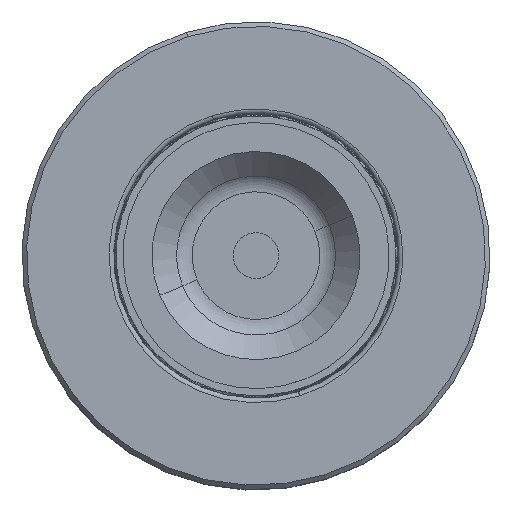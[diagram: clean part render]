
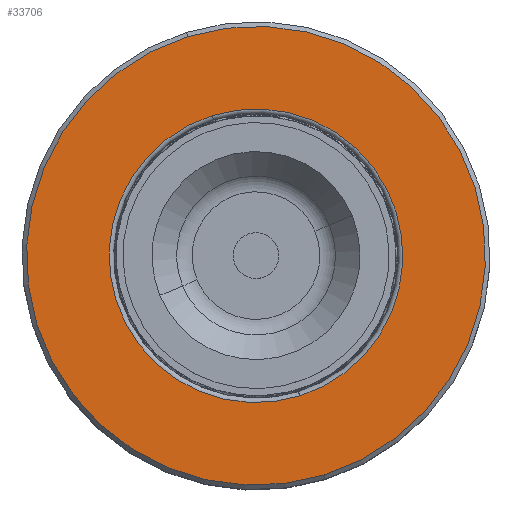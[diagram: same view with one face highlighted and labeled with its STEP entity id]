
A CAD part, top view. The second image highlights one B-rep face of the part: STEP entity #33706.
In plain terms, the highlighted face is planar.
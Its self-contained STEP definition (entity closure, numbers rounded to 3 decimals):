
#156 = EDGE_CURVE ( 'NONE', #18416, #52959, #36461, .T. ) ;
#1213 = DIRECTION ( 'NONE',  ( 0., 0., 1. ) ) ;
#1578 = CARTESIAN_POINT ( 'NONE',  ( 25., 15.687, 0. ) ) ;
#2135 = AXIS2_PLACEMENT_3D ( 'NONE', #11091, #11289, #6673 ) ;
#2791 = CIRCLE ( 'NONE', #13033, 16. ) ;
#4538 = CARTESIAN_POINT ( 'NONE',  ( 0., 15.687, 25. ) ) ;
#6673 = DIRECTION ( 'NONE',  ( 0., 0., -1. ) ) ;
#7186 = VERTEX_POINT ( 'NONE', #18271 ) ;
#7238 = DIRECTION ( 'NONE',  ( 0., -1., 0. ) ) ;
#8221 = EDGE_CURVE ( 'NONE', #7186, #30025, #2791, .T. ) ;
#8250 = CARTESIAN_POINT ( 'NONE',  ( 0., 15.687, 0. ) ) ;
#9973 = AXIS2_PLACEMENT_3D ( 'NONE', #8250, #37743, #12523 ) ;
#11091 = CARTESIAN_POINT ( 'NONE',  ( 0., 15.687, 0. ) ) ;
#11289 = DIRECTION ( 'NONE',  ( 0., -1., 0. ) ) ;
#12523 = DIRECTION ( 'NONE',  ( 0., 0., -1. ) ) ;
#13033 = AXIS2_PLACEMENT_3D ( 'NONE', #40047, #7238, #32517 ) ;
#13601 = AXIS2_PLACEMENT_3D ( 'NONE', #24251, #15768, #15404 ) ;
#14336 = DIRECTION ( 'NONE',  ( 0., 1., 0. ) ) ;
#15404 = DIRECTION ( 'NONE',  ( 0., 0., -1. ) ) ;
#15768 = DIRECTION ( 'NONE',  ( 0., -1., 0. ) ) ;
#18271 = CARTESIAN_POINT ( 'NONE',  ( 0., 15.687, -16. ) ) ;
#18416 = VERTEX_POINT ( 'NONE', #4538 ) ;
#21228 = FACE_BOUND ( 'NONE', #52727, .T. ) ;
#22295 = EDGE_CURVE ( 'NONE', #52959, #18416, #36592, .T. ) ;
#22468 = PLANE ( 'NONE',  #45490 ) ;
#24251 = CARTESIAN_POINT ( 'NONE',  ( 0., 15.687, 0. ) ) ;
#24455 = ORIENTED_EDGE ( 'NONE', *, *, #40236, .T. ) ;
#30025 = VERTEX_POINT ( 'NONE', #31917 ) ;
#31917 = CARTESIAN_POINT ( 'NONE',  ( 0., 15.687, 16. ) ) ;
#32282 = ORIENTED_EDGE ( 'NONE', *, *, #22295, .F. ) ;
#32404 = ORIENTED_EDGE ( 'NONE', *, *, #8221, .T. ) ;
#32517 = DIRECTION ( 'NONE',  ( 0., 0., -1. ) ) ;
#33706 = ADVANCED_FACE ( 'NONE', ( #21228, #43555 ), #22468, .T. ) ;
#34165 = CIRCLE ( 'NONE', #2135, 16. ) ;
#35972 = ORIENTED_EDGE ( 'NONE', *, *, #156, .F. ) ;
#36461 = CIRCLE ( 'NONE', #13601, 25. ) ;
#36592 = CIRCLE ( 'NONE', #9973, 25. ) ;
#37743 = DIRECTION ( 'NONE',  ( 0., -1., 0. ) ) ;
#40047 = CARTESIAN_POINT ( 'NONE',  ( 0., 15.687, 0. ) ) ;
#40236 = EDGE_CURVE ( 'NONE', #30025, #7186, #34165, .T. ) ;
#43555 = FACE_OUTER_BOUND ( 'NONE', #45891, .T. ) ;
#45490 = AXIS2_PLACEMENT_3D ( 'NONE', #1578, #14336, #1213 ) ;
#45891 = EDGE_LOOP ( 'NONE', ( #32282, #35972 ) ) ;
#47877 = CARTESIAN_POINT ( 'NONE',  ( 0., 15.687, -25. ) ) ;
#52727 = EDGE_LOOP ( 'NONE', ( #32404, #24455 ) ) ;
#52959 = VERTEX_POINT ( 'NONE', #47877 ) ;
